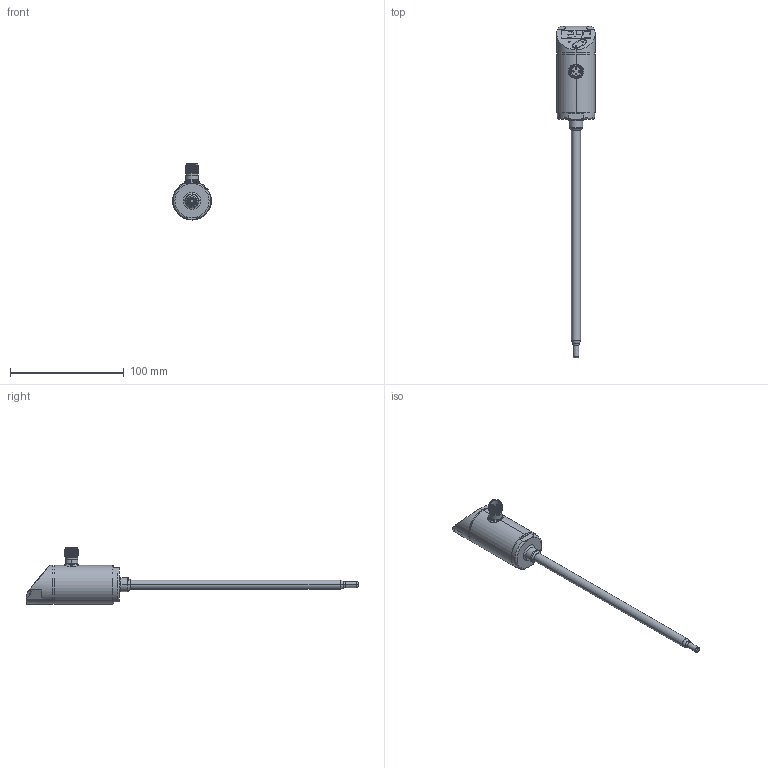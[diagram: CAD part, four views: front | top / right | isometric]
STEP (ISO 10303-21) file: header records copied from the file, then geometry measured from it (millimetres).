
FILE_DESCRIPTION (( 'STEP AP214' ), '1' );
FILE_NAME ('FTS200.STEP', '2019-07-11T12:38:32', ( '' ), ( '' ), 'SwSTEP 2.0', 'SolidWorks 2017', '' );
FILE_SCHEMA (( 'AUTOMOTIVE_DESIGN' ));
Length unit declared in the file: millimetre
Products named in the file (1): FTS200
Bounding box: 34 x 292 x 49.4 mm (x, y, z)
Volume: 78782.6 mm3; surface area: 16521.6 mm2
Topology: 2 solids, 2 shells, 326 faces, 796 edges, 512 vertices
Faces by surface type: plane 184, cylinder 77, torus 47, cone 10, bspline 8
Entity records: 14169 total; most frequent: CARTESIAN_POINT 3176, ORIENTED_EDGE 1592, DIRECTION 1556, EDGE_CURVE 796, AXIS2_PLACEMENT_3D 544, VERTEX_POINT 512, LINE 468, VECTOR 468
